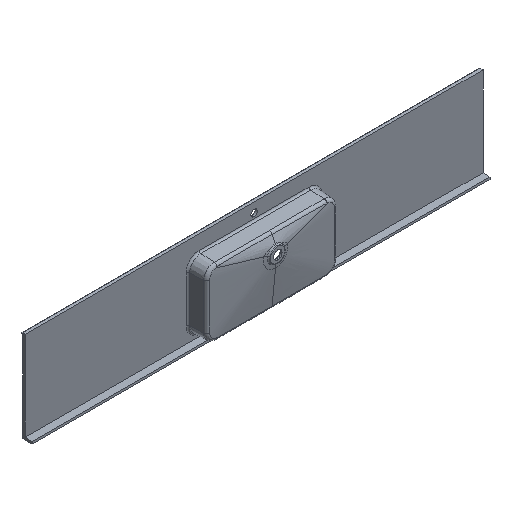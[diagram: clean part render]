
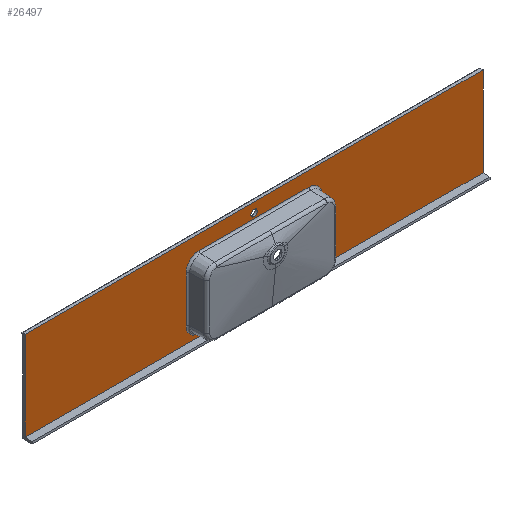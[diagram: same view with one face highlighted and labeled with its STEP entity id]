
A CAD part, isometric view. The second image highlights one B-rep face of the part: STEP entity #26497.
In plain terms, the highlighted planar face has unit normal (0, -1, 0).
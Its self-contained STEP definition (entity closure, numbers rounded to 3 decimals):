
#54 = DIRECTION ( 'NONE',  ( 0., -1., 0. ) ) ;
#194 = VECTOR ( 'NONE', #30017, 1000. ) ;
#371 = CARTESIAN_POINT ( 'NONE',  ( -370.877, -12., 125. ) ) ;
#548 = VERTEX_POINT ( 'NONE', #9982 ) ;
#709 = AXIS2_PLACEMENT_3D ( 'NONE', #21729, #19579, #15267 ) ;
#858 = ORIENTED_EDGE ( 'NONE', *, *, #18841, .F. ) ;
#1418 = VERTEX_POINT ( 'NONE', #14464 ) ;
#2538 = VERTEX_POINT ( 'NONE', #15806 ) ;
#3486 = CARTESIAN_POINT ( 'NONE',  ( -300., -12., -195.877 ) ) ;
#3963 = DIRECTION ( 'NONE',  ( 0., 0., -1. ) ) ;
#4081 = AXIS2_PLACEMENT_3D ( 'NONE', #26255, #9384, #7390 ) ;
#4403 = LINE ( 'NONE', #13448, #194 ) ;
#4851 = VERTEX_POINT ( 'NONE', #3486 ) ;
#5136 = EDGE_CURVE ( 'NONE', #19783, #19552, #23376, .T. ) ;
#5171 = EDGE_CURVE ( 'NONE', #21876, #4851, #9877, .T. ) ;
#5363 = DIRECTION ( 'NONE',  ( 0., 0., -1. ) ) ;
#5490 = DIRECTION ( 'NONE',  ( 0., 1., 0. ) ) ;
#6044 = CARTESIAN_POINT ( 'NONE',  ( 300., -12., -195.877 ) ) ;
#6053 = EDGE_CURVE ( 'NONE', #29779, #548, #26131, .T. ) ;
#6385 = ORIENTED_EDGE ( 'NONE', *, *, #17864, .T. ) ;
#6542 = VECTOR ( 'NONE', #17507, 1000. ) ;
#7390 = DIRECTION ( 'NONE',  ( 0., 0., -1. ) ) ;
#7399 = DIRECTION ( 'NONE',  ( 0., 0., -1. ) ) ;
#7520 = VECTOR ( 'NONE', #15533, 1000. ) ;
#7668 = LINE ( 'NONE', #26224, #8324 ) ;
#7877 = CARTESIAN_POINT ( 'NONE',  ( -370.877, -12., -125. ) ) ;
#8160 = ORIENTED_EDGE ( 'NONE', *, *, #5171, .T. ) ;
#8324 = VECTOR ( 'NONE', #14566, 1000. ) ;
#8632 = LINE ( 'NONE', #20438, #7520 ) ;
#8801 = CARTESIAN_POINT ( 'NONE',  ( 300., -12., 125. ) ) ;
#9088 = FACE_OUTER_BOUND ( 'NONE', #26390, .T. ) ;
#9283 = VERTEX_POINT ( 'NONE', #28758 ) ;
#9384 = DIRECTION ( 'NONE',  ( 0., 1., 0. ) ) ;
#9486 = CIRCLE ( 'NONE', #17330, 70.877 ) ;
#9873 = ORIENTED_EDGE ( 'NONE', *, *, #6053, .T. ) ;
#9877 = LINE ( 'NONE', #11719, #20711 ) ;
#9982 = CARTESIAN_POINT ( 'NONE',  ( 0., -12., 205.5 ) ) ;
#10034 = DIRECTION ( 'NONE',  ( -1., 0., 0. ) ) ;
#10363 = ORIENTED_EDGE ( 'NONE', *, *, #5136, .F. ) ;
#10392 = EDGE_CURVE ( 'NONE', #23525, #21392, #8632, .T. ) ;
#10726 = EDGE_CURVE ( 'NONE', #1418, #19783, #13881, .T. ) ;
#10800 = DIRECTION ( 'NONE',  ( 0., 0., -1. ) ) ;
#11538 = CARTESIAN_POINT ( 'NONE',  ( 1250., -12., 275. ) ) ;
#11662 = EDGE_CURVE ( 'NONE', #21392, #2538, #23960, .T. ) ;
#11719 = CARTESIAN_POINT ( 'NONE',  ( 0., -12., -195.877 ) ) ;
#11883 = VERTEX_POINT ( 'NONE', #23613 ) ;
#12472 = EDGE_CURVE ( 'NONE', #23525, #11883, #14724, .T. ) ;
#13209 = CARTESIAN_POINT ( 'NONE',  ( 300., -12., 195.877 ) ) ;
#13402 = DIRECTION ( 'NONE',  ( 0., 1., 0. ) ) ;
#13448 = CARTESIAN_POINT ( 'NONE',  ( 300., -12., 195.877 ) ) ;
#13860 = EDGE_LOOP ( 'NONE', ( #8160, #858, #10363, #25845, #22083, #18928, #19553, #14119 ) ) ;
#13881 = CIRCLE ( 'NONE', #15828, 70.877 ) ;
#13901 = CIRCLE ( 'NONE', #709, 17.5 ) ;
#14119 = ORIENTED_EDGE ( 'NONE', *, *, #21253, .T. ) ;
#14464 = CARTESIAN_POINT ( 'NONE',  ( -300., -12., 195.877 ) ) ;
#14484 = CARTESIAN_POINT ( 'NONE',  ( -370.877, -12., -125. ) ) ;
#14566 = DIRECTION ( 'NONE',  ( 0., 0., 1. ) ) ;
#14710 = VECTOR ( 'NONE', #3963, 1000. ) ;
#14724 = LINE ( 'NONE', #17325, #19776 ) ;
#15267 = DIRECTION ( 'NONE',  ( 0., 0., -1. ) ) ;
#15533 = DIRECTION ( 'NONE',  ( 0., 0., -1. ) ) ;
#15804 = CARTESIAN_POINT ( 'NONE',  ( 0., -12., 240.5 ) ) ;
#15806 = CARTESIAN_POINT ( 'NONE',  ( -1250., -12., -211.673 ) ) ;
#15828 = AXIS2_PLACEMENT_3D ( 'NONE', #21508, #54, #7399 ) ;
#16165 = AXIS2_PLACEMENT_3D ( 'NONE', #26375, #17022, #5363 ) ;
#17022 = DIRECTION ( 'NONE',  ( 0., -1., 0. ) ) ;
#17325 = CARTESIAN_POINT ( 'NONE',  ( 1250., -12., 275. ) ) ;
#17330 = AXIS2_PLACEMENT_3D ( 'NONE', #29328, #26879, #26733 ) ;
#17450 = DIRECTION ( 'NONE',  ( 0., 0., -1. ) ) ;
#17486 = EDGE_CURVE ( 'NONE', #1418, #18879, #4403, .T. ) ;
#17507 = DIRECTION ( 'NONE',  ( -1., 0., 0. ) ) ;
#17864 = EDGE_CURVE ( 'NONE', #548, #29779, #13901, .T. ) ;
#18443 = FACE_BOUND ( 'NONE', #13860, .T. ) ;
#18782 = DIRECTION ( 'NONE',  ( 0., 0., -1. ) ) ;
#18841 = EDGE_CURVE ( 'NONE', #19552, #4851, #9486, .T. ) ;
#18879 = VERTEX_POINT ( 'NONE', #13209 ) ;
#18928 = ORIENTED_EDGE ( 'NONE', *, *, #21649, .T. ) ;
#19552 = VERTEX_POINT ( 'NONE', #7877 ) ;
#19553 = ORIENTED_EDGE ( 'NONE', *, *, #28577, .T. ) ;
#19579 = DIRECTION ( 'NONE',  ( 0., 1., 0. ) ) ;
#19776 = VECTOR ( 'NONE', #28532, 1000. ) ;
#19783 = VERTEX_POINT ( 'NONE', #371 ) ;
#20438 = CARTESIAN_POINT ( 'NONE',  ( 1250., -12., -225. ) ) ;
#20711 = VECTOR ( 'NONE', #10034, 1000. ) ;
#21253 = EDGE_CURVE ( 'NONE', #9283, #21876, #30092, .T. ) ;
#21261 = CIRCLE ( 'NONE', #25662, 70.877 ) ;
#21392 = VERTEX_POINT ( 'NONE', #24758 ) ;
#21508 = CARTESIAN_POINT ( 'NONE',  ( -300., -12., 125. ) ) ;
#21620 = FACE_BOUND ( 'NONE', #21829, .T. ) ;
#21649 = EDGE_CURVE ( 'NONE', #18879, #25929, #21261, .T. ) ;
#21729 = CARTESIAN_POINT ( 'NONE',  ( 0., -12., 223. ) ) ;
#21829 = EDGE_LOOP ( 'NONE', ( #9873, #6385 ) ) ;
#21876 = VERTEX_POINT ( 'NONE', #6044 ) ;
#21926 = CARTESIAN_POINT ( 'NONE',  ( 370.877, -12., -125. ) ) ;
#22083 = ORIENTED_EDGE ( 'NONE', *, *, #17486, .T. ) ;
#22167 = ORIENTED_EDGE ( 'NONE', *, *, #12472, .T. ) ;
#22247 = AXIS2_PLACEMENT_3D ( 'NONE', #24494, #5490, #17450 ) ;
#23376 = LINE ( 'NONE', #14484, #28569 ) ;
#23525 = VERTEX_POINT ( 'NONE', #11538 ) ;
#23613 = CARTESIAN_POINT ( 'NONE',  ( -1250., -12., 275. ) ) ;
#23960 = LINE ( 'NONE', #28726, #6542 ) ;
#24224 = LINE ( 'NONE', #21926, #14710 ) ;
#24494 = CARTESIAN_POINT ( 'NONE',  ( 300., -12., -125. ) ) ;
#24758 = CARTESIAN_POINT ( 'NONE',  ( 1250., -12., -211.673 ) ) ;
#25662 = AXIS2_PLACEMENT_3D ( 'NONE', #8801, #13402, #10800 ) ;
#25845 = ORIENTED_EDGE ( 'NONE', *, *, #10726, .F. ) ;
#25929 = VERTEX_POINT ( 'NONE', #29416 ) ;
#26131 = CIRCLE ( 'NONE', #4081, 17.5 ) ;
#26224 = CARTESIAN_POINT ( 'NONE',  ( -1250., -12., -225. ) ) ;
#26255 = CARTESIAN_POINT ( 'NONE',  ( 0., -12., 223. ) ) ;
#26304 = ORIENTED_EDGE ( 'NONE', *, *, #26494, .F. ) ;
#26375 = CARTESIAN_POINT ( 'NONE',  ( 0., -12., 0. ) ) ;
#26390 = EDGE_LOOP ( 'NONE', ( #28597, #27934, #22167, #26304 ) ) ;
#26494 = EDGE_CURVE ( 'NONE', #2538, #11883, #7668, .T. ) ;
#26497 = ADVANCED_FACE ( 'NONE', ( #21620, #9088, #18443 ), #27804, .T. ) ;
#26733 = DIRECTION ( 'NONE',  ( 0., 0., -1. ) ) ;
#26879 = DIRECTION ( 'NONE',  ( 0., -1., 0. ) ) ;
#27804 = PLANE ( 'NONE',  #16165 ) ;
#27934 = ORIENTED_EDGE ( 'NONE', *, *, #10392, .F. ) ;
#28532 = DIRECTION ( 'NONE',  ( -1., 0., 0. ) ) ;
#28569 = VECTOR ( 'NONE', #18782, 1000. ) ;
#28577 = EDGE_CURVE ( 'NONE', #25929, #9283, #24224, .T. ) ;
#28597 = ORIENTED_EDGE ( 'NONE', *, *, #11662, .F. ) ;
#28726 = CARTESIAN_POINT ( 'NONE',  ( 1290.269, -12., -211.673 ) ) ;
#28758 = CARTESIAN_POINT ( 'NONE',  ( 370.877, -12., -125. ) ) ;
#29328 = CARTESIAN_POINT ( 'NONE',  ( -300., -12., -125. ) ) ;
#29416 = CARTESIAN_POINT ( 'NONE',  ( 370.877, -12., 125. ) ) ;
#29779 = VERTEX_POINT ( 'NONE', #15804 ) ;
#30017 = DIRECTION ( 'NONE',  ( 1., 0., 0. ) ) ;
#30092 = CIRCLE ( 'NONE', #22247, 70.877 ) ;
